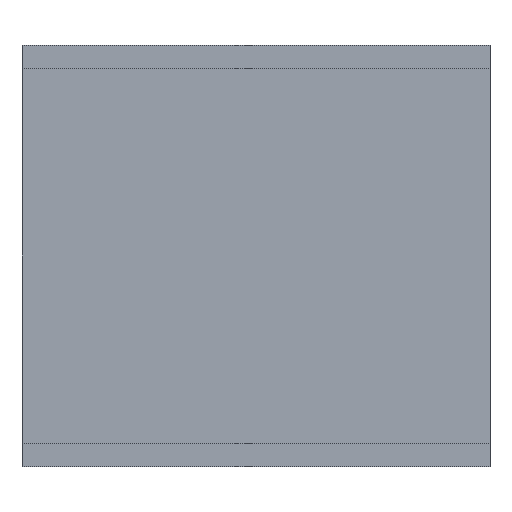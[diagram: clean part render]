
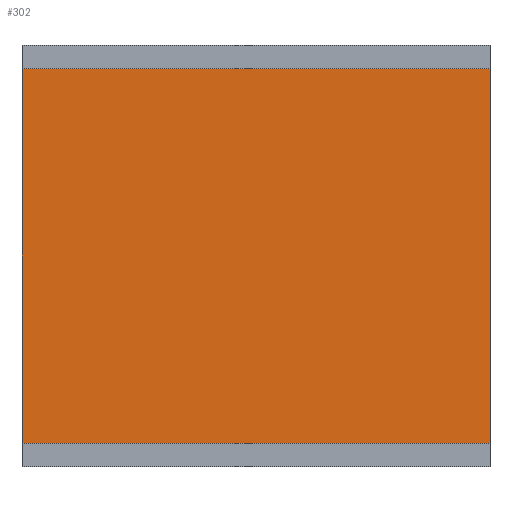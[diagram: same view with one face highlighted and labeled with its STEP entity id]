
A CAD part, front view. The second image highlights one B-rep face of the part: STEP entity #302.
In plain terms, the highlighted planar face has unit normal (0, -1, 0).
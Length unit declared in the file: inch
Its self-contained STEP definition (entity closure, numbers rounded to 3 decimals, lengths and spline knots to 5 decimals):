
#7 = CARTESIAN_POINT ( 'NONE',  ( 5., -0.5, -2. ) ) ;
#9 = AXIS2_PLACEMENT_3D ( 'NONE', #232, #33, #210 ) ;
#26 = ORIENTED_EDGE ( 'NONE', *, *, #63, .F. ) ;
#33 = DIRECTION ( 'NONE',  ( 0., 1., 0. ) ) ;
#34 = PLANE ( 'NONE',  #9 ) ;
#35 = FACE_OUTER_BOUND ( 'NONE', #77, .T. ) ;
#36 = LINE ( 'NONE', #195, #191 ) ;
#49 = EDGE_CURVE ( 'NONE', #255, #273, #36, .T. ) ;
#55 = CARTESIAN_POINT ( 'NONE',  ( 5., -0.5, -2. ) ) ;
#63 = EDGE_CURVE ( 'NONE', #273, #66, #261, .T. ) ;
#66 = VERTEX_POINT ( 'NONE', #166 ) ;
#77 = EDGE_LOOP ( 'NONE', ( #107, #26, #263, #111 ) ) ;
#89 = CARTESIAN_POINT ( 'NONE',  ( 0., -0.5, 2. ) ) ;
#92 = VECTOR ( 'NONE', #342, 39.37008 ) ;
#107 = ORIENTED_EDGE ( 'NONE', *, *, #331, .T. ) ;
#111 = ORIENTED_EDGE ( 'NONE', *, *, #118, .T. ) ;
#118 = EDGE_CURVE ( 'NONE', #255, #143, #164, .T. ) ;
#143 = VERTEX_POINT ( 'NONE', #89 ) ;
#144 = DIRECTION ( 'NONE',  ( -1., 0., 0. ) ) ;
#164 = LINE ( 'NONE', #341, #92 ) ;
#166 = CARTESIAN_POINT ( 'NONE',  ( 0., -0.5, -2. ) ) ;
#180 = LINE ( 'NONE', #214, #185 ) ;
#185 = VECTOR ( 'NONE', #303, 39.37008 ) ;
#191 = VECTOR ( 'NONE', #220, 39.37008 ) ;
#195 = CARTESIAN_POINT ( 'NONE',  ( 5., -0.5, -2. ) ) ;
#210 = DIRECTION ( 'NONE',  ( 0., 0., 1. ) ) ;
#214 = CARTESIAN_POINT ( 'NONE',  ( 0., -0.5, -2. ) ) ;
#220 = DIRECTION ( 'NONE',  ( 0., 0., -1. ) ) ;
#232 = CARTESIAN_POINT ( 'NONE',  ( 5., -0.5, -2. ) ) ;
#237 = VECTOR ( 'NONE', #144, 39.37008 ) ;
#255 = VERTEX_POINT ( 'NONE', #256 ) ;
#256 = CARTESIAN_POINT ( 'NONE',  ( 5., -0.5, 2. ) ) ;
#261 = LINE ( 'NONE', #55, #237 ) ;
#263 = ORIENTED_EDGE ( 'NONE', *, *, #49, .F. ) ;
#273 = VERTEX_POINT ( 'NONE', #7 ) ;
#302 = ADVANCED_FACE ( 'NONE', ( #35 ), #34, .F. ) ;
#303 = DIRECTION ( 'NONE',  ( 0., 0., -1. ) ) ;
#331 = EDGE_CURVE ( 'NONE', #143, #66, #180, .T. ) ;
#341 = CARTESIAN_POINT ( 'NONE',  ( 5., -0.5, 2. ) ) ;
#342 = DIRECTION ( 'NONE',  ( -1., 0., 0. ) ) ;
